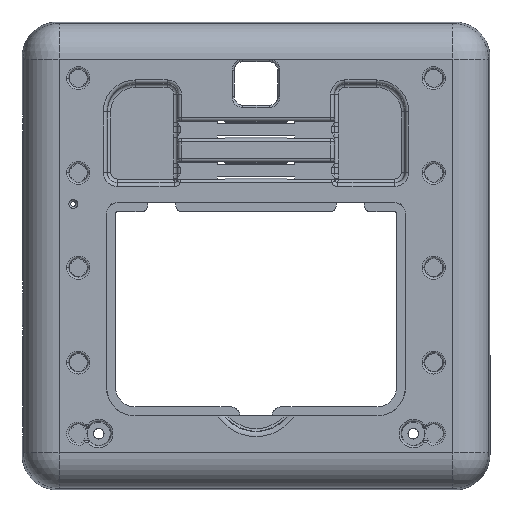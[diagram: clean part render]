
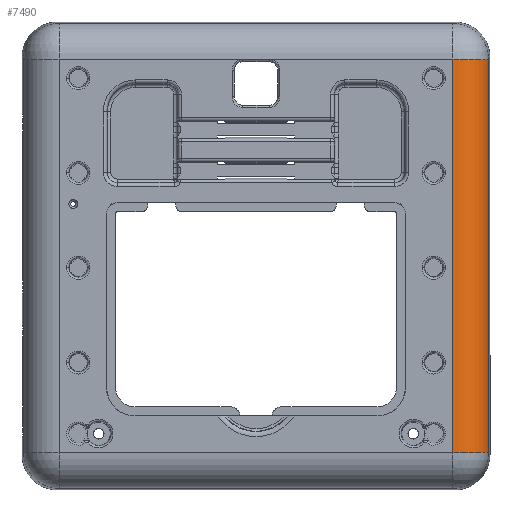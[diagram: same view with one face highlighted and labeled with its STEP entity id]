
A CAD part, top view. The second image highlights one B-rep face of the part: STEP entity #7490.
In plain terms, the highlighted cylindrical face has radius 10 mm (diameter 20 mm), a partial arc.
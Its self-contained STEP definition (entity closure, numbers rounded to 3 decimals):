
#343 = EDGE_CURVE ( 'NONE', #8694, #24639, #14886, .T. ) ;
#1091 = ORIENTED_EDGE ( 'NONE', *, *, #343, .F. ) ;
#2321 = EDGE_CURVE ( 'NONE', #12346, #24639, #23514, .T. ) ;
#2659 = CIRCLE ( 'NONE', #20938, 10. ) ;
#3084 = VECTOR ( 'NONE', #10820, 1000. ) ;
#3957 = LINE ( 'NONE', #30353, #3084 ) ;
#3966 = DIRECTION ( 'NONE',  ( 0., 1., 0. ) ) ;
#5144 = DIRECTION ( 'NONE',  ( 0., -1., 0. ) ) ;
#5266 = EDGE_LOOP ( 'NONE', ( #13964, #1091, #6544, #11067 ) ) ;
#6544 = ORIENTED_EDGE ( 'NONE', *, *, #26685, .F. ) ;
#6827 = FACE_OUTER_BOUND ( 'NONE', #5266, .T. ) ;
#7197 = CARTESIAN_POINT ( 'NONE',  ( 55.377, 54.88, 18.2 ) ) ;
#7490 = ADVANCED_FACE ( 'NONE', ( #6827 ), #13398, .T. ) ;
#7689 = CARTESIAN_POINT ( 'NONE',  ( 55.377, 55.377, 8.2 ) ) ;
#8694 = VERTEX_POINT ( 'NONE', #17359 ) ;
#10304 = CARTESIAN_POINT ( 'NONE',  ( 65.363, 55.377, 8.723 ) ) ;
#10496 = DIRECTION ( 'NONE',  ( 0., 0., -1. ) ) ;
#10820 = DIRECTION ( 'NONE',  ( 0., -1., 0. ) ) ;
#11067 = ORIENTED_EDGE ( 'NONE', *, *, #22667, .F. ) ;
#12051 = DIRECTION ( 'NONE',  ( -1., 0., 0. ) ) ;
#12346 = VERTEX_POINT ( 'NONE', #10304 ) ;
#13398 = CYLINDRICAL_SURFACE ( 'NONE', #35710, 10. ) ;
#13964 = ORIENTED_EDGE ( 'NONE', *, *, #2321, .T. ) ;
#14210 = CARTESIAN_POINT ( 'NONE',  ( 65.363, -55.377, 8.723 ) ) ;
#14886 = LINE ( 'NONE', #7197, #28946 ) ;
#17359 = CARTESIAN_POINT ( 'NONE',  ( 55.377, -55.377, 18.2 ) ) ;
#20938 = AXIS2_PLACEMENT_3D ( 'NONE', #21924, #5144, #24702 ) ;
#21924 = CARTESIAN_POINT ( 'NONE',  ( 55.377, -55.377, 8.2 ) ) ;
#22667 = EDGE_CURVE ( 'NONE', #12346, #24273, #3957, .T. ) ;
#23514 = CIRCLE ( 'NONE', #29991, 10. ) ;
#24273 = VERTEX_POINT ( 'NONE', #14210 ) ;
#24639 = VERTEX_POINT ( 'NONE', #30267 ) ;
#24702 = DIRECTION ( 'NONE',  ( 0., 0., -1. ) ) ;
#26685 = EDGE_CURVE ( 'NONE', #24273, #8694, #2659, .T. ) ;
#27314 = DIRECTION ( 'NONE',  ( 0., -1., 0. ) ) ;
#28883 = CARTESIAN_POINT ( 'NONE',  ( 55.377, 0., 8.2 ) ) ;
#28946 = VECTOR ( 'NONE', #3966, 1000. ) ;
#29991 = AXIS2_PLACEMENT_3D ( 'NONE', #7689, #27314, #10496 ) ;
#30267 = CARTESIAN_POINT ( 'NONE',  ( 55.377, 55.377, 18.2 ) ) ;
#30353 = CARTESIAN_POINT ( 'NONE',  ( 65.363, -54.88, 8.723 ) ) ;
#34380 = DIRECTION ( 'NONE',  ( 0., 1., 0. ) ) ;
#35710 = AXIS2_PLACEMENT_3D ( 'NONE', #28883, #34380, #12051 ) ;
